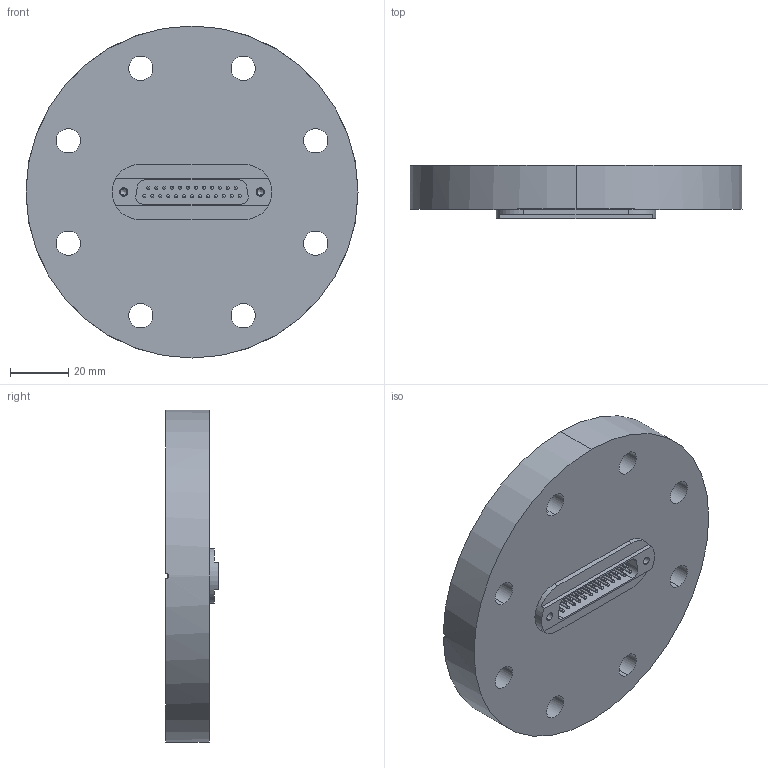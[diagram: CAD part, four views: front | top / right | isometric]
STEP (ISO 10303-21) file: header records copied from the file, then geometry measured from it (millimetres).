
FILE_DESCRIPTION (( 'STEP AP214' ), '1' );
FILE_NAME ('210-D25-C63.STEP', '2015-04-23T05:52:34', ( 'allectra' ), ( 'Microsoft' ), 'SwSTEP 2.0', 'SolidWorks 2014', '' );
FILE_SCHEMA (( 'AUTOMOTIVE_DESIGN' ));
Length unit declared in the file: millimetre
Products named in the file (5): 9210-D25-C63_DN63; 210-D25-C63; 218-D9-37-SS_218-D25-SS; 9210-PIN-FENI_Pin vergoldet; 9218-D9-37-SS_25 pin 1mm
Assembly tree (28 placements, depth 3):
  210-D25-C63
    9210-D25-C63_DN63
    218-D9-37-SS_218-D25-SS
      9218-D9-37-SS_25 pin 1mm
      9210-PIN-FENI_Pin vergoldet  x25
Bounding box: 114.3 x 18.2 x 114.3 mm (x, y, z)
Volume: 138016.9 mm3; surface area: 35785.7 mm2
Topology: 27 solids, 27 shells, 245 faces, 690 edges, 452 vertices
Faces by surface type: cylinder 152, sphere 50, plane 31, cone 12
Entity records: 5236 total; most frequent: DIRECTION 962, CARTESIAN_POINT 887, ORIENTED_EDGE 776, AXIS2_PLACEMENT_3D 397, EDGE_CURVE 388, VERTEX_POINT 256, EDGE_LOOP 228, CIRCLE 216
